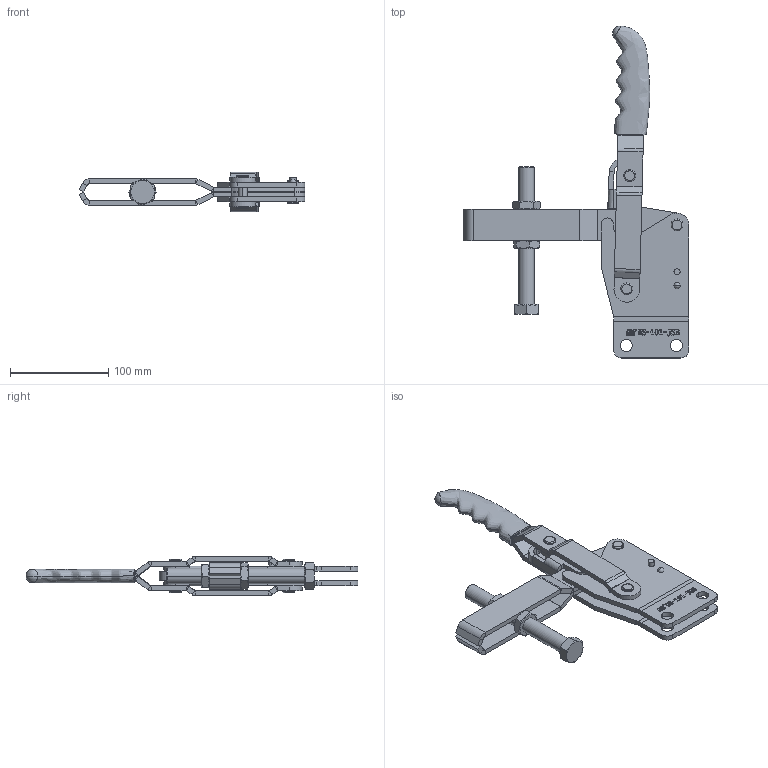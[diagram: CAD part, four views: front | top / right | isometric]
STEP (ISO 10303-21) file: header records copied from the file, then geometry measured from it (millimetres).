
FILE_DESCRIPTION (( 'STEP AP203' ), '1' );
FILE_NAME ('HS-101-JSB装配体.STEP', '2018-12-07T01:51:55', ( 'PCOS' ), ( '微软中国' ), 'SwSTEP 2.0', 'SolidWorks 2012', '' );
FILE_SCHEMA (( 'CONFIG_CONTROL_DESIGN' ));
Length unit declared in the file: millimetre
Products named in the file (13): U倰揤參; 眻菁釱衵; 眻菁釱酘; HS-101-JSB蚾饜极; 酗种; 傻种; 蟀裝; 眻忒梟蚾饜极; 忒梟; 忒參; U倰蚾饜极; hex thin nuts-grades ab-chamfered gb_GB_FASTENER_NUT_STNAB M16-N; hexagon head bolts-full thread gb_GB_FASTENER_BOLT_STBAB A M16X140-C
Assembly tree (17 placements, depth 3):
  HS-101-JSB蚾饜极
    眻菁釱酘
    眻菁釱衵
    U倰蚾饜极
      U倰揤參  x2
      hexagon head bolts-full thread gb_GB_FASTENER_BOLT_STBAB A M16X140-C
      hex thin nuts-grades ab-chamfered gb_GB_FASTENER_NUT_STNAB M16-N  x2
    眻忒梟蚾饜极
      忒參
      忒梟  x2
    蟀裝
    傻种  x2
    酗种  x2
Bounding box: 229.19 x 337.2 x 40 mm (x, y, z)
Volume: 328458.9 mm3; surface area: 142790.6 mm2
Topology: 15 solids, 15 shells, 816 faces, 2016 edges, 1270 vertices
Faces by surface type: plane 456, cylinder 170, bspline 144, cone 26, torus 16, sphere 4
Entity records: 30471 total; most frequent: CARTESIAN_POINT 13398, ORIENTED_EDGE 3432, DIRECTION 2802, EDGE_CURVE 1716, VERTEX_POINT 1100, LINE 1094, VECTOR 1094, AXIS2_PLACEMENT_3D 854
